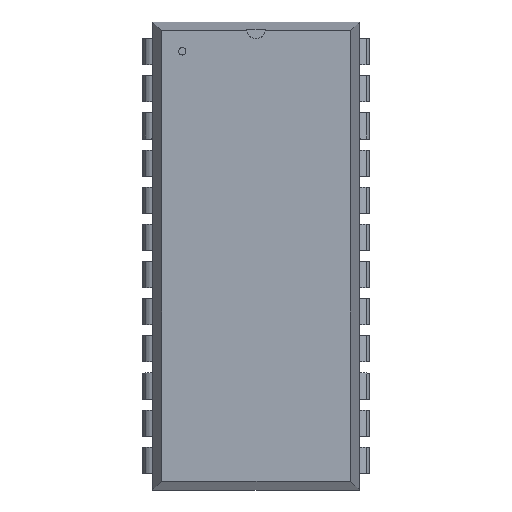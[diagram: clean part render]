
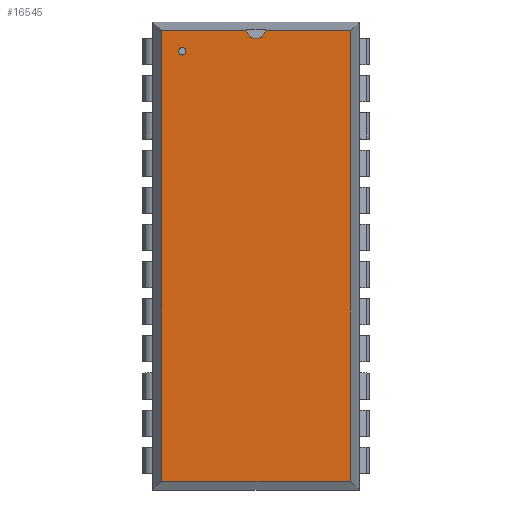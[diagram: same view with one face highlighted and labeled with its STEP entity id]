
A CAD part, top view. The second image highlights one B-rep face of the part: STEP entity #16545.
In plain terms, the highlighted planar face has unit normal (0, 0, 1).
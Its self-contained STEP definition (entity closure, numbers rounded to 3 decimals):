
#15993=CARTESIAN_POINT('',(-4.788,13.992,5.72));
#15994=VERTEX_POINT('',#15993);
#16010=CARTESIAN_POINT('',(-5.296,13.992,5.72));
#16011=VERTEX_POINT('',#16010);
#16018=CARTESIAN_POINT('',(-5.042,13.992,5.72));
#16019=DIRECTION('',(0.0,0.0,-1.0));
#16020=DIRECTION('',(1.0,0.0,0.0));
#16021=AXIS2_PLACEMENT_3D('',#16018,#16019,#16020);
#16022=CIRCLE('',#16021,0.254);
#16023=EDGE_CURVE('',#15994,#16011,#16022,.T.);
#16085=CARTESIAN_POINT('',(-0.629,15.405,5.72));
#16086=VERTEX_POINT('',#16085);
#16094=CARTESIAN_POINT('',(0.629,15.405,5.72));
#16095=VERTEX_POINT('',#16094);
#16096=CARTESIAN_POINT('',(0.0,15.492,5.72));
#16097=DIRECTION('',(0.0,0.0,-1.0));
#16098=DIRECTION('',(1.0,0.0,0.0));
#16099=AXIS2_PLACEMENT_3D('',#16096,#16097,#16098);
#16100=CIRCLE('',#16099,0.635);
#16101=EDGE_CURVE('',#16095,#16086,#16100,.T.);
#16145=CARTESIAN_POINT('',(6.455,15.405,5.72));
#16146=VERTEX_POINT('',#16145);
#16147=CARTESIAN_POINT('',(6.455,15.405,5.72));
#16148=DIRECTION('',(-1.0,0.0,0.0));
#16149=VECTOR('',#16148,5.826);
#16150=LINE('',#16147,#16149);
#16151=EDGE_CURVE('',#16146,#16095,#16150,.T.);
#16169=CARTESIAN_POINT('',(-6.455,15.405,5.72));
#16170=VERTEX_POINT('',#16169);
#16177=CARTESIAN_POINT('',(-0.629,15.405,5.72));
#16178=DIRECTION('',(-1.0,0.0,0.0));
#16179=VECTOR('',#16178,5.826);
#16180=LINE('',#16177,#16179);
#16181=EDGE_CURVE('',#16086,#16170,#16180,.T.);
#16212=CARTESIAN_POINT('',(-5.042,13.992,5.72));
#16213=DIRECTION('',(0.0,0.0,-1.0));
#16214=DIRECTION('',(1.0,0.0,0.0));
#16215=AXIS2_PLACEMENT_3D('',#16212,#16213,#16214);
#16216=CIRCLE('',#16215,0.254);
#16217=EDGE_CURVE('',#16011,#15994,#16216,.T.);
#16254=CARTESIAN_POINT('',(6.455,-15.405,5.72));
#16255=VERTEX_POINT('',#16254);
#16256=CARTESIAN_POINT('',(6.455,-15.405,5.72));
#16257=DIRECTION('',(0.0,1.0,0.0));
#16258=VECTOR('',#16257,30.811);
#16259=LINE('',#16256,#16258);
#16260=EDGE_CURVE('',#16255,#16146,#16259,.T.);
#16277=CARTESIAN_POINT('',(-6.455,-15.405,5.72));
#16278=VERTEX_POINT('',#16277);
#16279=CARTESIAN_POINT('',(-6.455,-15.405,5.72));
#16280=DIRECTION('',(1.0,0.0,0.0));
#16281=VECTOR('',#16280,12.911);
#16282=LINE('',#16279,#16281);
#16283=EDGE_CURVE('',#16255,#16278,#16282,.F.);
#16307=CARTESIAN_POINT('',(-6.455,15.405,5.72));
#16308=DIRECTION('',(0.0,-1.0,0.0));
#16309=VECTOR('',#16308,30.811);
#16310=LINE('',#16307,#16309);
#16311=EDGE_CURVE('',#16278,#16170,#16310,.F.);
#16528=CARTESIAN_POINT('',(2.667,7.62,5.72));
#16529=DIRECTION('',(0.0,0.0,1.0));
#16530=DIRECTION('',(0.0,-1.0,0.0));
#16531=AXIS2_PLACEMENT_3D('',#16528,#16529,#16530);
#16532=PLANE('',#16531);
#16533=ORIENTED_EDGE('',*,*,#16101,.T.);
#16534=ORIENTED_EDGE('',*,*,#16181,.T.);
#16535=ORIENTED_EDGE('',*,*,#16311,.F.);
#16536=ORIENTED_EDGE('',*,*,#16283,.F.);
#16537=ORIENTED_EDGE('',*,*,#16260,.T.);
#16538=ORIENTED_EDGE('',*,*,#16151,.T.);
#16539=EDGE_LOOP('',(#16533,#16534,#16535,#16536,#16537,#16538));
#16540=FACE_OUTER_BOUND('',#16539,.T.);
#16541=ORIENTED_EDGE('',*,*,#16023,.T.);
#16542=ORIENTED_EDGE('',*,*,#16217,.T.);
#16543=EDGE_LOOP('',(#16541,#16542));
#16544=FACE_BOUND('',#16543,.T.);
#16545=ADVANCED_FACE('',(#16540,#16544),#16532,.T.);
